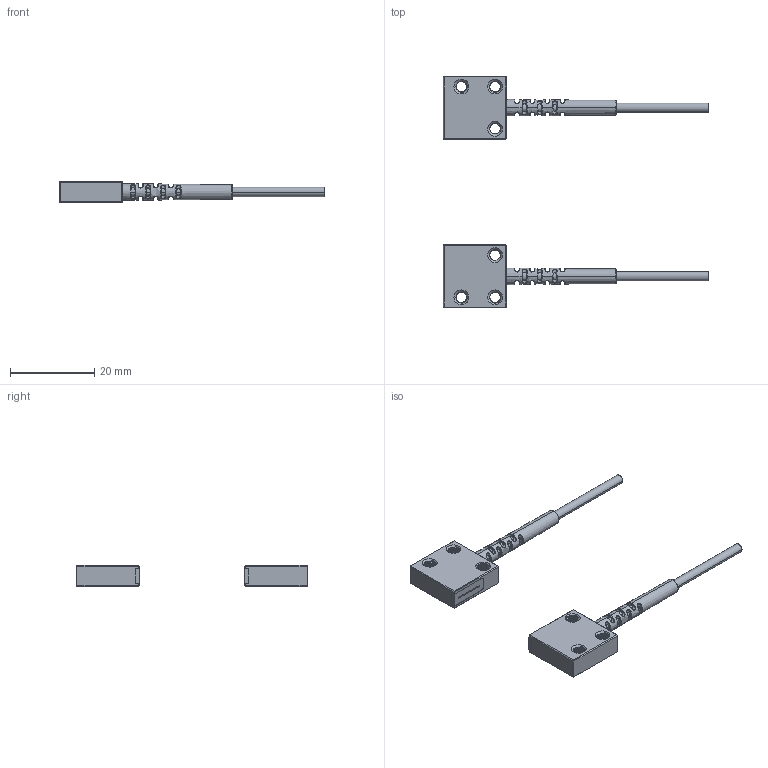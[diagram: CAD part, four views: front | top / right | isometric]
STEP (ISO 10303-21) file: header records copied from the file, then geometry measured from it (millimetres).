
FILE_DESCRIPTION((''),'2;1');
FILE_NAME('PT-15C_ASM','2021-05-15T13:31:05',('Administrator'),(''),'CREO PARAMETRIC BY PTC INC, 2018400','CREO PARAMETRIC BY PTC INC, 2018400','');
FILE_SCHEMA(('CONFIG_CONTROL_DESIGN'));
Length unit declared in the file: millimetre
Products named in the file (6): PRT0005; PRT0002_; PRT0003; PRT0004; ASM0001_ASM; PT-15C_ASM
Assembly tree (6 placements, depth 3):
  PT-15C_ASM
    ASM0001_ASM  x2
      PRT0005
      PRT0002_
      PRT0003
      PRT0004
Bounding box: 63 x 55 x 5 mm (x, y, z)
Volume: 2640.9 mm3; surface area: 3888.2 mm2
Topology: 8 solids, 8 shells, 534 faces, 1424 edges, 912 vertices
Faces by surface type: cylinder 204, plane 124, bspline 110, torus 64, cone 32
Entity records: 19931 total; most frequent: CARTESIAN_POINT 13460, ORIENTED_EDGE 1424, DIRECTION 1160, EDGE_CURVE 712, AXIS2_PLACEMENT_3D 466, VERTEX_POINT 456, EDGE_LOOP 338, FACE_OUTER_BOUND 267
